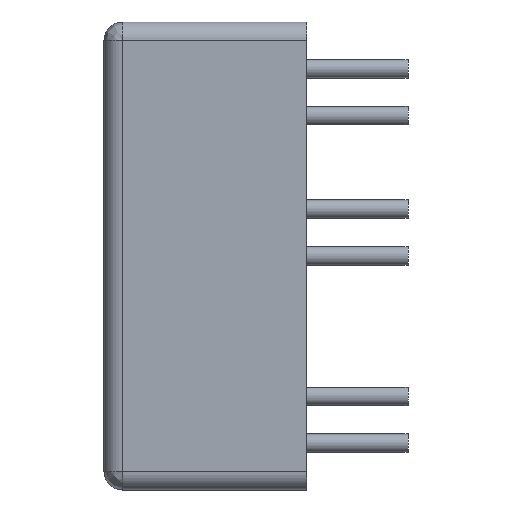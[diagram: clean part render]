
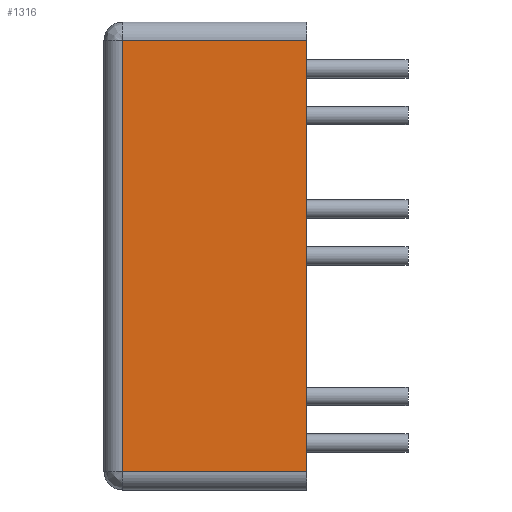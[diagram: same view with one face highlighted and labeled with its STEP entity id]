
A CAD part, left-side view. The second image highlights one B-rep face of the part: STEP entity #1316.
In plain terms, the highlighted planar face has unit normal (-1, 0, 0).
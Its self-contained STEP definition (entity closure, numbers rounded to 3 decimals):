
#52 = VECTOR ( 'NONE', #1363, 1000. ) ;
#59 = DIRECTION ( 'NONE',  ( 1., 0., 0. ) ) ;
#117 = LINE ( 'NONE', #1414, #1015 ) ;
#173 = VERTEX_POINT ( 'NONE', #880 ) ;
#187 = CARTESIAN_POINT ( 'NONE',  ( -25.4, 11., 12.7 ) ) ;
#435 = CARTESIAN_POINT ( 'NONE',  ( -25.4, 0., 11.7 ) ) ;
#458 = ORIENTED_EDGE ( 'NONE', *, *, #514, .F. ) ;
#497 = AXIS2_PLACEMENT_3D ( 'NONE', #187, #59, #876 ) ;
#513 = CARTESIAN_POINT ( 'NONE',  ( -25.4, 0., -11.7 ) ) ;
#514 = EDGE_CURVE ( 'NONE', #662, #173, #117, .T. ) ;
#522 = DIRECTION ( 'NONE',  ( 0., 1., 0. ) ) ;
#525 = CARTESIAN_POINT ( 'NONE',  ( -25.4, 10., -11.7 ) ) ;
#541 = PLANE ( 'NONE',  #497 ) ;
#603 = ORIENTED_EDGE ( 'NONE', *, *, #864, .F. ) ;
#631 = LINE ( 'NONE', #1109, #52 ) ;
#662 = VERTEX_POINT ( 'NONE', #525 ) ;
#683 = VERTEX_POINT ( 'NONE', #513 ) ;
#698 = ORIENTED_EDGE ( 'NONE', *, *, #1289, .F. ) ;
#853 = CARTESIAN_POINT ( 'NONE',  ( -25.4, 0., 12.7 ) ) ;
#864 = EDGE_CURVE ( 'NONE', #173, #1353, #631, .T. ) ;
#876 = DIRECTION ( 'NONE',  ( 0., 1., 0. ) ) ;
#880 = CARTESIAN_POINT ( 'NONE',  ( -25.4, 10., 11.7 ) ) ;
#982 = LINE ( 'NONE', #853, #1142 ) ;
#990 = DIRECTION ( 'NONE',  ( 0., 0., 1. ) ) ;
#997 = CARTESIAN_POINT ( 'NONE',  ( -25.4, 11., -11.7 ) ) ;
#1001 = EDGE_CURVE ( 'NONE', #683, #1353, #982, .T. ) ;
#1015 = VECTOR ( 'NONE', #1441, 1000. ) ;
#1027 = ORIENTED_EDGE ( 'NONE', *, *, #1001, .T. ) ;
#1109 = CARTESIAN_POINT ( 'NONE',  ( -25.4, 11., 11.7 ) ) ;
#1142 = VECTOR ( 'NONE', #990, 1000. ) ;
#1169 = VECTOR ( 'NONE', #522, 1000. ) ;
#1289 = EDGE_CURVE ( 'NONE', #683, #662, #1506, .T. ) ;
#1316 = ADVANCED_FACE ( 'NONE', ( #1499 ), #541, .F. ) ;
#1353 = VERTEX_POINT ( 'NONE', #435 ) ;
#1363 = DIRECTION ( 'NONE',  ( 0., -1., 0. ) ) ;
#1414 = CARTESIAN_POINT ( 'NONE',  ( -25.4, 10., 12.7 ) ) ;
#1441 = DIRECTION ( 'NONE',  ( 0., 0., 1. ) ) ;
#1461 = EDGE_LOOP ( 'NONE', ( #698, #1027, #603, #458 ) ) ;
#1499 = FACE_OUTER_BOUND ( 'NONE', #1461, .T. ) ;
#1506 = LINE ( 'NONE', #997, #1169 ) ;
